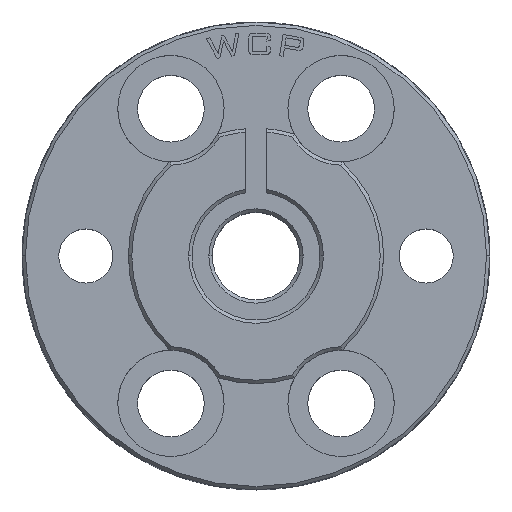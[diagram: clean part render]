
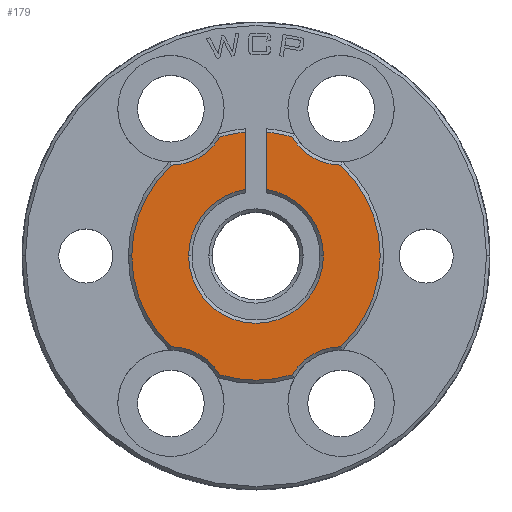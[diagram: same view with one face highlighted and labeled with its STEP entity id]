
A CAD part, top view. The second image highlights one B-rep face of the part: STEP entity #179.
In plain terms, the highlighted planar face has unit normal (0, 0, 1).
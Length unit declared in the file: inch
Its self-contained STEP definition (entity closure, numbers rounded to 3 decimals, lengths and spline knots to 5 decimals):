
#4 = CARTESIAN_POINT ( 'NONE',  ( 0., 0., 0.3125 ) ) ;
#73 = DIRECTION ( 'NONE',  ( 0., 0., -1. ) ) ;
#112 = VERTEX_POINT ( 'NONE', #759 ) ;
#165 = CIRCLE ( 'NONE', #5450, 0.16625 ) ;
#179 = ADVANCED_FACE ( 'NONE', ( #2182 ), #4489, .T. ) ;
#198 = ORIENTED_EDGE ( 'NONE', *, *, #4738, .T. ) ;
#255 = DIRECTION ( 'NONE',  ( 1., 0., 0. ) ) ;
#288 = DIRECTION ( 'NONE',  ( 1., 0., 0. ) ) ;
#393 = EDGE_CURVE ( 'NONE', #659, #4754, #5376, .T. ) ;
#431 = EDGE_CURVE ( 'NONE', #2809, #2647, #1886, .T. ) ;
#457 = AXIS2_PLACEMENT_3D ( 'NONE', #2874, #1530, #5496 ) ;
#536 = CIRCLE ( 'NONE', #5265, 0.16625 ) ;
#626 = ORIENTED_EDGE ( 'NONE', *, *, #970, .T. ) ;
#659 = VERTEX_POINT ( 'NONE', #4245 ) ;
#661 = AXIS2_PLACEMENT_3D ( 'NONE', #2839, #3309, #2867 ) ;
#695 = CARTESIAN_POINT ( 'NONE',  ( 0., 0., 0.3125 ) ) ;
#728 = CARTESIAN_POINT ( 'NONE',  ( 0., 0., 0.3125 ) ) ;
#759 = CARTESIAN_POINT ( 'NONE',  ( -0.365, 0., 0.3125 ) ) ;
#763 = CARTESIAN_POINT ( 'NONE',  ( 0., 0., 0.3125 ) ) ;
#812 = CIRCLE ( 'NONE', #1656, 0.16625 ) ;
#813 = DIRECTION ( 'NONE',  ( 0., 0., 1. ) ) ;
#899 = VECTOR ( 'NONE', #5810, 39.37008 ) ;
#970 = EDGE_CURVE ( 'NONE', #4754, #3248, #3271, .T. ) ;
#985 = EDGE_CURVE ( 'NONE', #2401, #112, #4404, .T. ) ;
#1014 = CARTESIAN_POINT ( 'NONE',  ( -0.24912, 0.26677, 0.3125 ) ) ;
#1059 = DIRECTION ( 'NONE',  ( 0., -1., 0. ) ) ;
#1204 = LINE ( 'NONE', #1345, #899 ) ;
#1218 = VERTEX_POINT ( 'NONE', #3656 ) ;
#1306 = VERTEX_POINT ( 'NONE', #1966 ) ;
#1345 = CARTESIAN_POINT ( 'NONE',  ( 0.03125, -0.02027, 0.3125 ) ) ;
#1431 = ORIENTED_EDGE ( 'NONE', *, *, #2315, .T. ) ;
#1461 = CARTESIAN_POINT ( 'NONE',  ( -0.03125, -0.02027, 0.3125 ) ) ;
#1514 = CIRCLE ( 'NONE', #5113, 0.365 ) ;
#1528 = DIRECTION ( 'NONE',  ( 1., 0., 0. ) ) ;
#1530 = DIRECTION ( 'NONE',  ( 0., 0., 1. ) ) ;
#1532 = ORIENTED_EDGE ( 'NONE', *, *, #4276, .T. ) ;
#1599 = CIRCLE ( 'NONE', #661, 0.198 ) ;
#1656 = AXIS2_PLACEMENT_3D ( 'NONE', #5744, #4396, #2616 ) ;
#1826 = DIRECTION ( 'NONE',  ( 0., 0., 1. ) ) ;
#1858 = ORIENTED_EDGE ( 'NONE', *, *, #3074, .T. ) ;
#1861 = CARTESIAN_POINT ( 'NONE',  ( -0.25, -0.43301, 0.3125 ) ) ;
#1886 = CIRCLE ( 'NONE', #5567, 0.365 ) ;
#1890 = CARTESIAN_POINT ( 'NONE',  ( 0., 0., 0.3125 ) ) ;
#1929 = DIRECTION ( 'NONE',  ( 1., 0., 0. ) ) ;
#1966 = CARTESIAN_POINT ( 'NONE',  ( 0.03125, 0.36366, 0.3125 ) ) ;
#1989 = CARTESIAN_POINT ( 'NONE',  ( 0.25, 0.43301, 0.3125 ) ) ;
#1992 = ORIENTED_EDGE ( 'NONE', *, *, #2017, .F. ) ;
#2008 = ORIENTED_EDGE ( 'NONE', *, *, #3867, .T. ) ;
#2017 = EDGE_CURVE ( 'NONE', #1218, #1306, #1204, .T. ) ;
#2180 = EDGE_CURVE ( 'NONE', #4563, #3248, #4577, .T. ) ;
#2182 = FACE_OUTER_BOUND ( 'NONE', #3357, .T. ) ;
#2213 = CARTESIAN_POINT ( 'NONE',  ( -0.03125, 0.36366, 0.3125 ) ) ;
#2215 = VERTEX_POINT ( 'NONE', #3896 ) ;
#2277 = VERTEX_POINT ( 'NONE', #2530 ) ;
#2315 = EDGE_CURVE ( 'NONE', #2647, #4207, #812, .T. ) ;
#2329 = VECTOR ( 'NONE', #1059, 39.37008 ) ;
#2345 = AXIS2_PLACEMENT_3D ( 'NONE', #2542, #2653, #288 ) ;
#2347 = CARTESIAN_POINT ( 'NONE',  ( -0.10646, -0.34913, 0.3125 ) ) ;
#2390 = CARTESIAN_POINT ( 'NONE',  ( -0.198, 0., 0.3125 ) ) ;
#2401 = VERTEX_POINT ( 'NONE', #1014 ) ;
#2440 = CIRCLE ( 'NONE', #5735, 0.365 ) ;
#2482 = DIRECTION ( 'NONE',  ( 0., 0., 1. ) ) ;
#2501 = DIRECTION ( 'NONE',  ( 1., 0., 0. ) ) ;
#2530 = CARTESIAN_POINT ( 'NONE',  ( -0.10646, 0.34913, 0.3125 ) ) ;
#2542 = CARTESIAN_POINT ( 'NONE',  ( 0., 0., 0.3125 ) ) ;
#2584 = ORIENTED_EDGE ( 'NONE', *, *, #3235, .T. ) ;
#2589 = DIRECTION ( 'NONE',  ( 0., 0., 1. ) ) ;
#2590 = DIRECTION ( 'NONE',  ( 1., 0., 0. ) ) ;
#2616 = DIRECTION ( 'NONE',  ( 1., 0., 0. ) ) ;
#2644 = AXIS2_PLACEMENT_3D ( 'NONE', #3777, #3243, #2887 ) ;
#2647 = VERTEX_POINT ( 'NONE', #3237 ) ;
#2653 = DIRECTION ( 'NONE',  ( 0., 0., 1. ) ) ;
#2809 = VERTEX_POINT ( 'NONE', #2347 ) ;
#2839 = CARTESIAN_POINT ( 'NONE',  ( 0., 0., 0.3125 ) ) ;
#2867 = DIRECTION ( 'NONE',  ( 1., 0., 0. ) ) ;
#2874 = CARTESIAN_POINT ( 'NONE',  ( 0., 0., 0.3125 ) ) ;
#2887 = DIRECTION ( 'NONE',  ( 1., 0., 0. ) ) ;
#2911 = DIRECTION ( 'NONE',  ( 0., 0., -1. ) ) ;
#3074 = EDGE_CURVE ( 'NONE', #3931, #2809, #536, .T. ) ;
#3098 = CIRCLE ( 'NONE', #2345, 0.365 ) ;
#3180 = EDGE_CURVE ( 'NONE', #4563, #2277, #3098, .T. ) ;
#3235 = EDGE_CURVE ( 'NONE', #4850, #1306, #2440, .T. ) ;
#3237 = CARTESIAN_POINT ( 'NONE',  ( 0.10646, -0.34913, 0.3125 ) ) ;
#3243 = DIRECTION ( 'NONE',  ( 0., 0., -1. ) ) ;
#3248 = VERTEX_POINT ( 'NONE', #4042 ) ;
#3271 = CIRCLE ( 'NONE', #3363, 0.198 ) ;
#3309 = DIRECTION ( 'NONE',  ( 0., 0., -1. ) ) ;
#3357 = EDGE_LOOP ( 'NONE', ( #1992, #198, #3431, #626, #5673, #4706, #3436, #3914, #3507, #1858, #4333, #1431, #1532, #2008, #2584 ) ) ;
#3363 = AXIS2_PLACEMENT_3D ( 'NONE', #5401, #5848, #3669 ) ;
#3431 = ORIENTED_EDGE ( 'NONE', *, *, #393, .T. ) ;
#3436 = ORIENTED_EDGE ( 'NONE', *, *, #4812, .T. ) ;
#3484 = DIRECTION ( 'NONE',  ( 1., 0., 0. ) ) ;
#3507 = ORIENTED_EDGE ( 'NONE', *, *, #5776, .T. ) ;
#3656 = CARTESIAN_POINT ( 'NONE',  ( 0.03125, 0.19552, 0.3125 ) ) ;
#3669 = DIRECTION ( 'NONE',  ( 1., 0., 0. ) ) ;
#3696 = DIRECTION ( 'NONE',  ( 1., 0., 0. ) ) ;
#3777 = CARTESIAN_POINT ( 'NONE',  ( 0., 0., 0.3125 ) ) ;
#3837 = DIRECTION ( 'NONE',  ( 0., 0., -1. ) ) ;
#3867 = EDGE_CURVE ( 'NONE', #2215, #4850, #165, .T. ) ;
#3896 = CARTESIAN_POINT ( 'NONE',  ( 0.24912, 0.26677, 0.3125 ) ) ;
#3914 = ORIENTED_EDGE ( 'NONE', *, *, #985, .T. ) ;
#3924 = CARTESIAN_POINT ( 'NONE',  ( 0.10646, 0.34913, 0.3125 ) ) ;
#3931 = VERTEX_POINT ( 'NONE', #4447 ) ;
#4042 = CARTESIAN_POINT ( 'NONE',  ( -0.03125, 0.19552, 0.3125 ) ) ;
#4116 = CARTESIAN_POINT ( 'NONE',  ( 0.24912, -0.26677, 0.3125 ) ) ;
#4168 = AXIS2_PLACEMENT_3D ( 'NONE', #5664, #3837, #3484 ) ;
#4207 = VERTEX_POINT ( 'NONE', #4116 ) ;
#4245 = CARTESIAN_POINT ( 'NONE',  ( 0.198, 0., 0.3125 ) ) ;
#4276 = EDGE_CURVE ( 'NONE', #4207, #2215, #5368, .T. ) ;
#4333 = ORIENTED_EDGE ( 'NONE', *, *, #431, .T. ) ;
#4396 = DIRECTION ( 'NONE',  ( 0., 0., -1. ) ) ;
#4404 = CIRCLE ( 'NONE', #5719, 0.365 ) ;
#4447 = CARTESIAN_POINT ( 'NONE',  ( -0.24912, -0.26677, 0.3125 ) ) ;
#4489 = PLANE ( 'NONE',  #5655 ) ;
#4563 = VERTEX_POINT ( 'NONE', #2213 ) ;
#4577 = LINE ( 'NONE', #1461, #2329 ) ;
#4706 = ORIENTED_EDGE ( 'NONE', *, *, #3180, .T. ) ;
#4738 = EDGE_CURVE ( 'NONE', #1218, #659, #1599, .T. ) ;
#4754 = VERTEX_POINT ( 'NONE', #2390 ) ;
#4812 = EDGE_CURVE ( 'NONE', #2277, #2401, #5847, .T. ) ;
#4850 = VERTEX_POINT ( 'NONE', #3924 ) ;
#4933 = DIRECTION ( 'NONE',  ( 1., 0., 0. ) ) ;
#5113 = AXIS2_PLACEMENT_3D ( 'NONE', #728, #813, #2590 ) ;
#5265 = AXIS2_PLACEMENT_3D ( 'NONE', #1861, #73, #1528 ) ;
#5368 = CIRCLE ( 'NONE', #457, 0.365 ) ;
#5376 = CIRCLE ( 'NONE', #2644, 0.198 ) ;
#5401 = CARTESIAN_POINT ( 'NONE',  ( 0., 0., 0.3125 ) ) ;
#5450 = AXIS2_PLACEMENT_3D ( 'NONE', #1989, #2911, #1929 ) ;
#5451 = DIRECTION ( 'NONE',  ( 0., 0., 1. ) ) ;
#5496 = DIRECTION ( 'NONE',  ( 1., 0., 0. ) ) ;
#5567 = AXIS2_PLACEMENT_3D ( 'NONE', #695, #2589, #2501 ) ;
#5655 = AXIS2_PLACEMENT_3D ( 'NONE', #4, #5451, #4933 ) ;
#5664 = CARTESIAN_POINT ( 'NONE',  ( -0.25, 0.43301, 0.3125 ) ) ;
#5673 = ORIENTED_EDGE ( 'NONE', *, *, #2180, .F. ) ;
#5719 = AXIS2_PLACEMENT_3D ( 'NONE', #1890, #1826, #3696 ) ;
#5735 = AXIS2_PLACEMENT_3D ( 'NONE', #763, #2482, #255 ) ;
#5744 = CARTESIAN_POINT ( 'NONE',  ( 0.25, -0.43301, 0.3125 ) ) ;
#5776 = EDGE_CURVE ( 'NONE', #112, #3931, #1514, .T. ) ;
#5810 = DIRECTION ( 'NONE',  ( 0., 1., 0. ) ) ;
#5847 = CIRCLE ( 'NONE', #4168, 0.16625 ) ;
#5848 = DIRECTION ( 'NONE',  ( 0., 0., -1. ) ) ;
